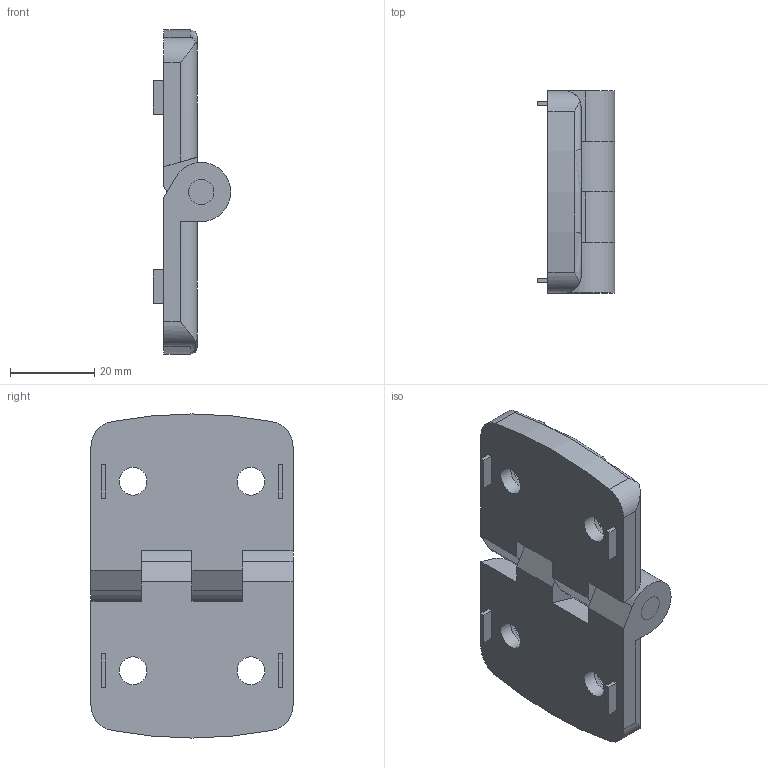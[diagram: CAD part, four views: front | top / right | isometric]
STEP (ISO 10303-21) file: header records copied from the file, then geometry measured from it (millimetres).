
FILE_DESCRIPTION((''),'2;1');
FILE_NAME('AR3845.stp','2018-10-23T15:36:54',('Envy'),(''),'Autodesk Inventor 2013','Autodesk Inventor 2013','');
FILE_SCHEMA(('AUTOMOTIVE_DESIGN { 1 0 10303 214 1 1 1 1 }'));
Length unit declared in the file: millimetre
Products named in the file (3): AR3845; trzpień
Assembly tree (3 placements, depth 2):
  AR3845
    AR3845  x2
    trzpień
Bounding box: 18.4 x 48 x 77 mm (x, y, z)
Volume: 29013 mm3; surface area: 13227.2 mm2
Topology: 3 solids, 3 shells, 81 faces, 217 edges, 142 vertices
Faces by surface type: plane 48, cylinder 27, cone 4, torus 2
Full cylindrical faces by diameter (mm): 6 x5, 6.6 x4, 13 x4
Entity records: 1381 total; most frequent: CARTESIAN_POINT 277, DIRECTION 212, ORIENTED_EDGE 198, EDGE_CURVE 99, AXIS2_PLACEMENT_3D 73, VERTEX_POINT 70, VECTOR 66, LINE 66
